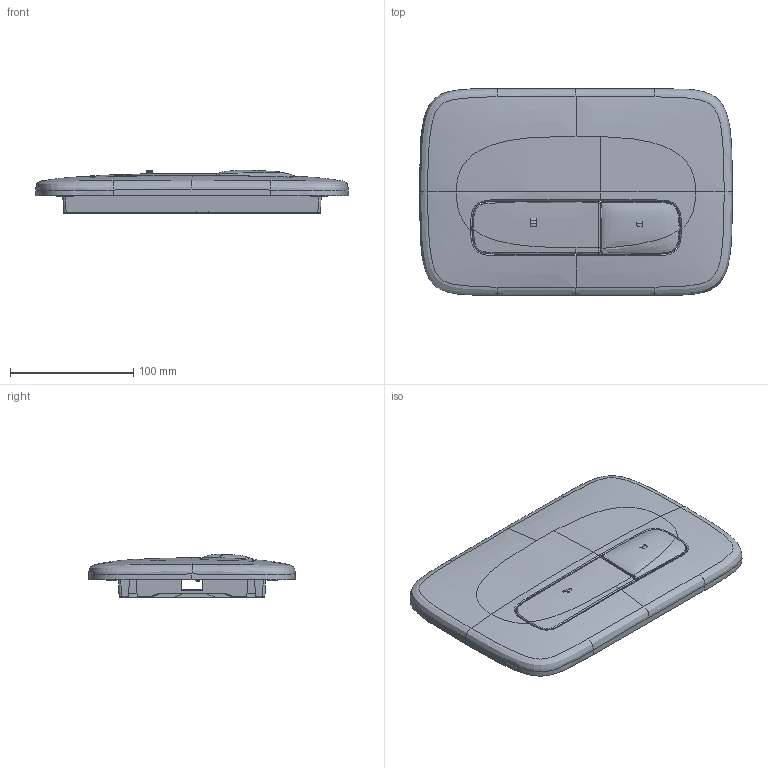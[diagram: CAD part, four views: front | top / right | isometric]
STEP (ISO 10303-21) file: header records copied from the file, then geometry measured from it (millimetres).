
FILE_DESCRIPTION((''),'2;1');
FILE_NAME('K5255-K-RD1_ASM','2018-10-26T',('wdi029506'),(''),'CREO PARAMETRIC BY PTC INC, 2014350','CREO PARAMETRIC BY PTC INC, 2014350','');
FILE_SCHEMA(('CONFIG_CONTROL_DESIGN'));
Products named in the file (10): 1K2203-00-3C; 1K2204-A0-3C; 1K2204-B0-3C; 30959; 250243; 1K1315-00-01; 30687-1; 250074; 1K1315_ASM; K5255-K-RD1_ASM
Assembly tree (16 placements, depth 3):
  K5255-K-RD1_ASM
    1K2203-00-3C
    1K2204-A0-3C
    1K2204-B0-3C
    30959  x4
    250243  x2
    1K1315_ASM
      1K1315-00-01
      30687-1  x4
      250074
Bounding box: 254 x 168 x 35.2 mm (x, y, z)
Volume: 256187.1 mm3; surface area: 214084.1 mm2
Topology: 15 solids, 15 shells, 5576 faces, 13096 edges, 7585 vertices
Faces by surface type: cylinder 2039, bspline 1923, plane 1204, sphere 300, torus 86, cone 24
Entity records: 278501 total; most frequent: CARTESIAN_POINT 172784, ORIENTED_EDGE 24560, DIRECTION 18466, EDGE_CURVE 12280, VERTEX_POINT 7093, AXIS2_PLACEMENT_3D 6959, EDGE_LOOP 5295, FACE_OUTER_BOUND 5220
